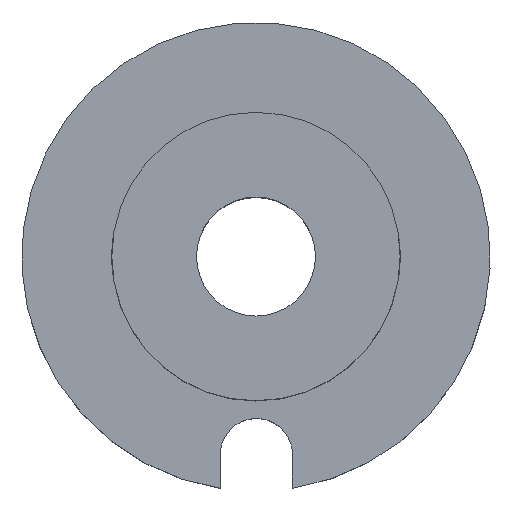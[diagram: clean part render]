
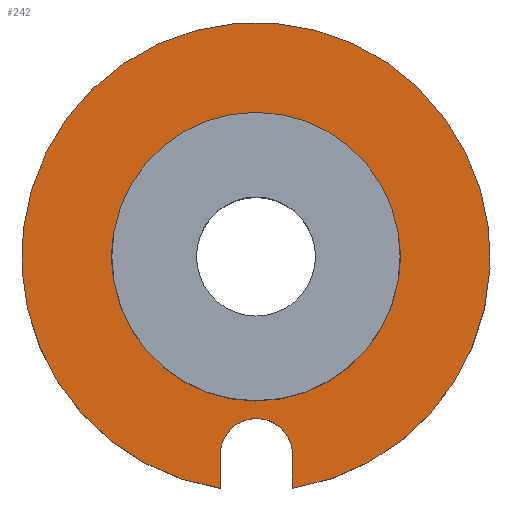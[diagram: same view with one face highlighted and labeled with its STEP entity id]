
A CAD part, top view. The second image highlights one B-rep face of the part: STEP entity #242.
In plain terms, the highlighted planar face has unit normal (0, 0, 1).
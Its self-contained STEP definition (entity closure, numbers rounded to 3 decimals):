
#19=PLANE('',#276);
#24=FACE_BOUND('',#60,.T.);
#27=CIRCLE('',#262,4.);
#31=CIRCLE('',#269,1.);
#33=CIRCLE('',#273,6.5);
#44=FACE_OUTER_BOUND('',#59,.T.);
#59=EDGE_LOOP('',(#214,#215,#216,#217,#218));
#60=EDGE_LOOP('',(#219));
#72=LINE('',#522,#89);
#76=LINE('',#534,#93);
#79=LINE('',#538,#96);
#89=VECTOR('',#315,10.);
#93=VECTOR('',#327,10.);
#96=VECTOR('',#332,10.);
#114=VERTEX_POINT('',#498);
#119=VERTEX_POINT('',#513);
#120=VERTEX_POINT('',#515);
#122=VERTEX_POINT('',#521);
#124=VERTEX_POINT('',#527);
#126=VERTEX_POINT('',#533);
#140=EDGE_CURVE('',#114,#114,#27,.T.);
#147=EDGE_CURVE('',#120,#119,#31,.T.);
#150=EDGE_CURVE('',#122,#120,#72,.T.);
#153=EDGE_CURVE('',#124,#122,#33,.T.);
#156=EDGE_CURVE('',#126,#124,#76,.T.);
#159=EDGE_CURVE('',#119,#126,#79,.T.);
#214=ORIENTED_EDGE('',*,*,#159,.T.);
#215=ORIENTED_EDGE('',*,*,#156,.T.);
#216=ORIENTED_EDGE('',*,*,#153,.T.);
#217=ORIENTED_EDGE('',*,*,#150,.T.);
#218=ORIENTED_EDGE('',*,*,#147,.T.);
#219=ORIENTED_EDGE('',*,*,#140,.T.);
#242=ADVANCED_FACE('',(#44,#24),#19,.T.);
#262=AXIS2_PLACEMENT_3D('',#500,#292,#293);
#269=AXIS2_PLACEMENT_3D('',#516,#309,#310);
#273=AXIS2_PLACEMENT_3D('',#528,#321,#322);
#276=AXIS2_PLACEMENT_3D('',#539,#333,#334);
#292=DIRECTION('center_axis',(0.,0.,-1.));
#293=DIRECTION('ref_axis',(-1.,0.,0.));
#309=DIRECTION('center_axis',(0.,0.,-1.));
#310=DIRECTION('ref_axis',(1.,0.,0.));
#315=DIRECTION('',(0.,1.,0.));
#321=DIRECTION('center_axis',(0.,0.,1.));
#322=DIRECTION('ref_axis',(1.,0.,0.));
#327=DIRECTION('',(0.,-1.,0.));
#332=DIRECTION('',(1.,0.,0.));
#333=DIRECTION('center_axis',(0.,0.,1.));
#334=DIRECTION('ref_axis',(1.,0.,0.));
#498=CARTESIAN_POINT('',(4.,0.,3.));
#500=CARTESIAN_POINT('Origin',(0.,0.,3.));
#513=CARTESIAN_POINT('',(1.012,-5.482,3.));
#515=CARTESIAN_POINT('',(-0.987,-5.519,3.));
#516=CARTESIAN_POINT('Origin',(0.012,-5.482,3.));
#521=CARTESIAN_POINT('',(-0.987,-6.425,3.));
#522=CARTESIAN_POINT('',(-0.987,-6.482,3.));
#527=CARTESIAN_POINT('',(1.013,-6.421,3.));
#528=CARTESIAN_POINT('Origin',(0.,0.,3.));
#533=CARTESIAN_POINT('',(1.013,-5.482,3.));
#534=CARTESIAN_POINT('',(1.013,-5.482,3.));
#538=CARTESIAN_POINT('',(-0.987,-5.482,3.));
#539=CARTESIAN_POINT('Origin',(0.,0.038,3.));
